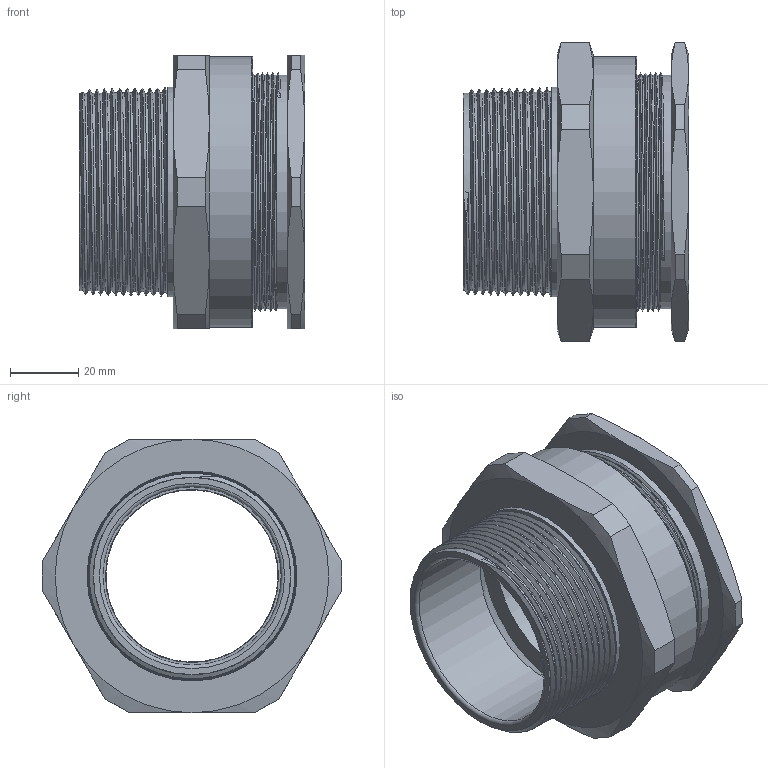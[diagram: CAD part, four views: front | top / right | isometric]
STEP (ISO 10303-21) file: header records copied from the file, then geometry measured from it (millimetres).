
FILE_DESCRIPTION(/* description */ ('A2LBF Ex NPT 2"'),/* implementation_level */ '2;1');
FILE_NAME(/* name */ '77051316-RST.stp',/* time_stamp */ '2022-10-20T14:54:09+02:00',/* author */ ('sl'),/* organization */ (''),/* preprocessor_version */ 'ST-DEVELOPER v16.5',/* originating_system */ 'Autodesk Inventor 2017',/* authorisation */ '');
FILE_SCHEMA (('AUTOMOTIVE_DESIGN { 1 0 10303 214 3 1 1 }'));
Length unit declared in the file: millimetre
Products named in the file (5): 77051316; 77051316_1; 77051316_2; 77051316_3; 77051316_4
Assembly tree (4 placements, depth 2):
  77051316
    77051316_1
    77051316_2
    77051316_3
    77051316_4
Bounding box: 65.88 x 87.58 x 80 mm (x, y, z)
Volume: 110641.1 mm3; surface area: 63573.2 mm2
Topology: 5 solids, 5 shells, 123 faces, 289 edges, 180 vertices
Faces by surface type: plane 44, cone 36, cylinder 26, bspline 13, torus 4
Full cylindrical faces by diameter (mm): 50.35 x1, 50.57 x1, 52.1 x1, 55.7 x1, 61.31 x1, 67.32 x1, 68.178 x1, 68.36 x1, 68.75 x1, 69.562 x10, 79 x1
Entity records: 11127 total; most frequent: CARTESIAN_POINT 8981, ORIENTED_EDGE 432, DIRECTION 371, EDGE_CURVE 216, AXIS2_PLACEMENT_3D 162, VERTEX_POINT 144, EDGE_LOOP 140, FACE_OUTER_BOUND 106
